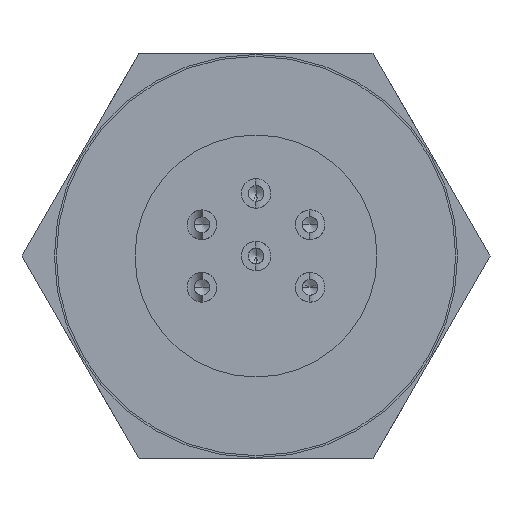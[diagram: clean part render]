
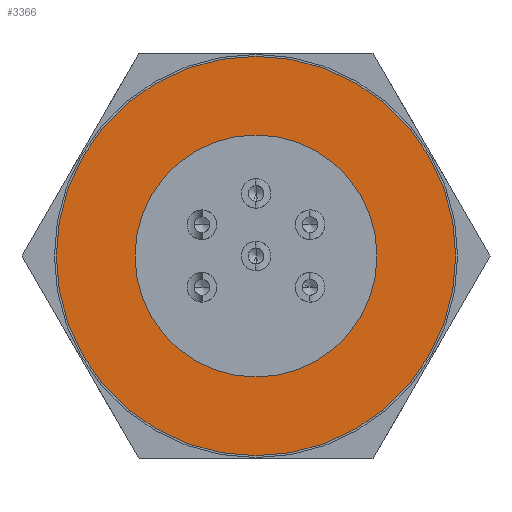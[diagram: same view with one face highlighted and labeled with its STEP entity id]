
A CAD part, left-side view. The second image highlights one B-rep face of the part: STEP entity #3366.
In plain terms, the highlighted planar face has unit normal (-1, 0, 0).
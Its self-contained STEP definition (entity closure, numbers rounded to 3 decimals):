
#406 = AXIS2_PLACEMENT_3D ( 'NONE', #4928, #4933, #4936 ) ;
#509 = CIRCLE ( 'NONE', #1494, 10.15 ) ;
#545 = AXIS2_PLACEMENT_3D ( 'NONE', #4305, #4307, #4312 ) ;
#570 = DIRECTION ( 'NONE',  ( 0., 0., 1. ) ) ;
#572 = DIRECTION ( 'NONE',  ( 1., 0., 0. ) ) ;
#578 = CARTESIAN_POINT ( 'NONE',  ( 2.2, 0., 0. ) ) ;
#885 = VERTEX_POINT ( 'NONE', #4995 ) ;
#904 = AXIS2_PLACEMENT_3D ( 'NONE', #2350, #2342, #2337 ) ;
#1054 = ORIENTED_EDGE ( 'NONE', *, *, #1171, .F. ) ;
#1171 = EDGE_CURVE ( 'NONE', #3227, #885, #1509, .T. ) ;
#1358 = EDGE_CURVE ( 'NONE', #885, #3227, #1722, .T. ) ;
#1408 = CIRCLE ( 'NONE', #4513, 10.15 ) ;
#1429 = CARTESIAN_POINT ( 'NONE',  ( 2.2, 0., -10.15 ) ) ;
#1494 = AXIS2_PLACEMENT_3D ( 'NONE', #578, #572, #570 ) ;
#1509 = CIRCLE ( 'NONE', #545, 6.15 ) ;
#1722 = CIRCLE ( 'NONE', #406, 6.15 ) ;
#1966 = DIRECTION ( 'NONE',  ( 0., 0., 1. ) ) ;
#1968 = DIRECTION ( 'NONE',  ( 1., 0., 0. ) ) ;
#1977 = CARTESIAN_POINT ( 'NONE',  ( 2.2, 0., 0. ) ) ;
#2337 = DIRECTION ( 'NONE',  ( 0., 0., -1. ) ) ;
#2342 = DIRECTION ( 'NONE',  ( 1., 0., 0. ) ) ;
#2350 = CARTESIAN_POINT ( 'NONE',  ( 2.2, 0., -6.15 ) ) ;
#2362 = PLANE ( 'NONE',  #904 ) ;
#2551 = FACE_BOUND ( 'NONE', #4629, .T. ) ;
#2644 = CARTESIAN_POINT ( 'NONE',  ( 2.2, 0., 6.15 ) ) ;
#2673 = FACE_OUTER_BOUND ( 'NONE', #5064, .T. ) ;
#3001 = VERTEX_POINT ( 'NONE', #3053 ) ;
#3053 = CARTESIAN_POINT ( 'NONE',  ( 2.2, 0., 10.15 ) ) ;
#3227 = VERTEX_POINT ( 'NONE', #2644 ) ;
#3348 = ORIENTED_EDGE ( 'NONE', *, *, #1358, .F. ) ;
#3366 = ADVANCED_FACE ( 'NONE', ( #2673, #2551 ), #2362, .F. ) ;
#3450 = EDGE_CURVE ( 'NONE', #3001, #3683, #1408, .T. ) ;
#3683 = VERTEX_POINT ( 'NONE', #1429 ) ;
#4067 = ORIENTED_EDGE ( 'NONE', *, *, #3450, .F. ) ;
#4088 = EDGE_CURVE ( 'NONE', #3683, #3001, #509, .T. ) ;
#4305 = CARTESIAN_POINT ( 'NONE',  ( 2.2, 0., 0. ) ) ;
#4307 = DIRECTION ( 'NONE',  ( -1., 0., 0. ) ) ;
#4312 = DIRECTION ( 'NONE',  ( 0., 0., 1. ) ) ;
#4513 = AXIS2_PLACEMENT_3D ( 'NONE', #1977, #1968, #1966 ) ;
#4629 = EDGE_LOOP ( 'NONE', ( #1054, #3348 ) ) ;
#4928 = CARTESIAN_POINT ( 'NONE',  ( 2.2, 0., 0. ) ) ;
#4933 = DIRECTION ( 'NONE',  ( -1., 0., 0. ) ) ;
#4936 = DIRECTION ( 'NONE',  ( 0., 0., 1. ) ) ;
#4968 = ORIENTED_EDGE ( 'NONE', *, *, #4088, .F. ) ;
#4995 = CARTESIAN_POINT ( 'NONE',  ( 2.2, 0., -6.15 ) ) ;
#5064 = EDGE_LOOP ( 'NONE', ( #4067, #4968 ) ) ;
